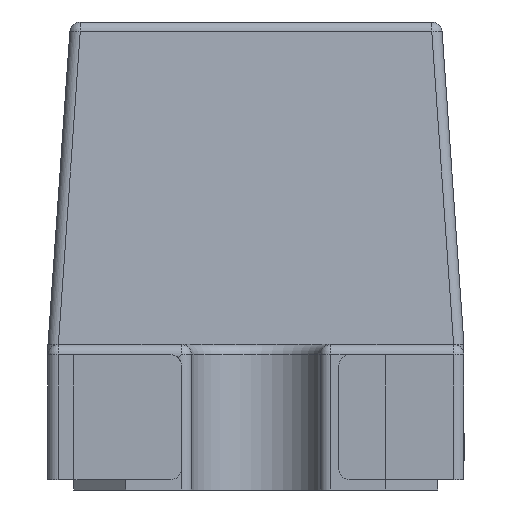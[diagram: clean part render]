
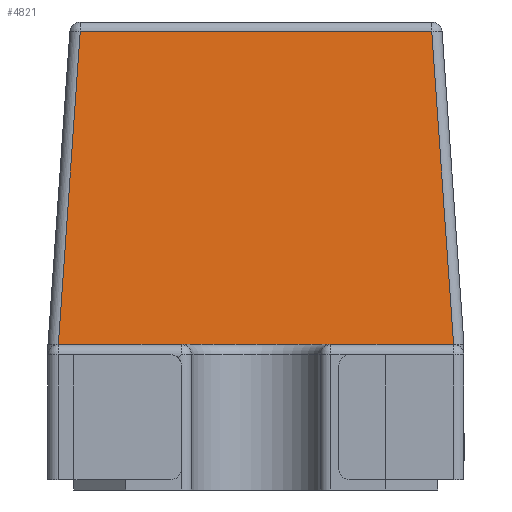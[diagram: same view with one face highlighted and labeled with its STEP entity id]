
A CAD part, left-side view. The second image highlights one B-rep face of the part: STEP entity #4821.
In plain terms, the highlighted planar face has unit normal (-0.998, 0, 0.07).
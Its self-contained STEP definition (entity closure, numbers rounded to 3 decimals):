
#184=PLANE('',#5145);
#390=FACE_OUTER_BOUND('',#670,.T.);
#670=EDGE_LOOP('',(#3456,#3457,#3458,#3459));
#944=LINE('',#6919,#1484);
#963=LINE('',#7001,#1503);
#969=LINE('',#7027,#1509);
#978=LINE('',#7054,#1518);
#1484=VECTOR('',#5554,0.76);
#1503=VECTOR('',#5609,0.676);
#1509=VECTOR('',#5645,0.604);
#1518=VECTOR('',#5674,0.604);
#2152=VERTEX_POINT('',#6917);
#2153=VERTEX_POINT('',#6918);
#2172=VERTEX_POINT('',#6995);
#2174=VERTEX_POINT('',#6999);
#2622=EDGE_CURVE('',#2152,#2153,#944,.T.);
#2653=EDGE_CURVE('',#2174,#2172,#963,.T.);
#2667=EDGE_CURVE('',#2152,#2174,#969,.T.);
#2680=EDGE_CURVE('',#2172,#2153,#978,.T.);
#3456=ORIENTED_EDGE('',*,*,#2653,.F.);
#3457=ORIENTED_EDGE('',*,*,#2667,.F.);
#3458=ORIENTED_EDGE('',*,*,#2622,.T.);
#3459=ORIENTED_EDGE('',*,*,#2680,.F.);
#4821=ADVANCED_FACE('',(#390),#184,.T.);
#5145=AXIS2_PLACEMENT_3D('',#7053,#5672,#5673);
#5554=DIRECTION('',(0.,-1.,0.));
#5609=DIRECTION('',(0.,-1.,0.));
#5645=DIRECTION('',(0.07,-0.07,0.995));
#5672=DIRECTION('center_axis',(-0.998,0.,0.07));
#5673=DIRECTION('ref_axis',(0.07,0.,0.998));
#5674=DIRECTION('',(-0.07,-0.07,-0.995));
#6917=CARTESIAN_POINT('',(-0.55,0.38,0.28));
#6918=CARTESIAN_POINT('',(-0.55,-0.38,0.28));
#6919=CARTESIAN_POINT('',(-0.55,-0.348,0.28));
#6995=CARTESIAN_POINT('',(-0.508,-0.338,0.881));
#6999=CARTESIAN_POINT('',(-0.508,0.338,0.881));
#7001=CARTESIAN_POINT('',(-0.508,-0.174,0.881));
#7027=CARTESIAN_POINT('',(-0.524,0.354,0.646));
#7053=CARTESIAN_POINT('Origin',(-0.528,-0.348,0.59));
#7054=CARTESIAN_POINT('',(-0.528,-0.358,0.594));
